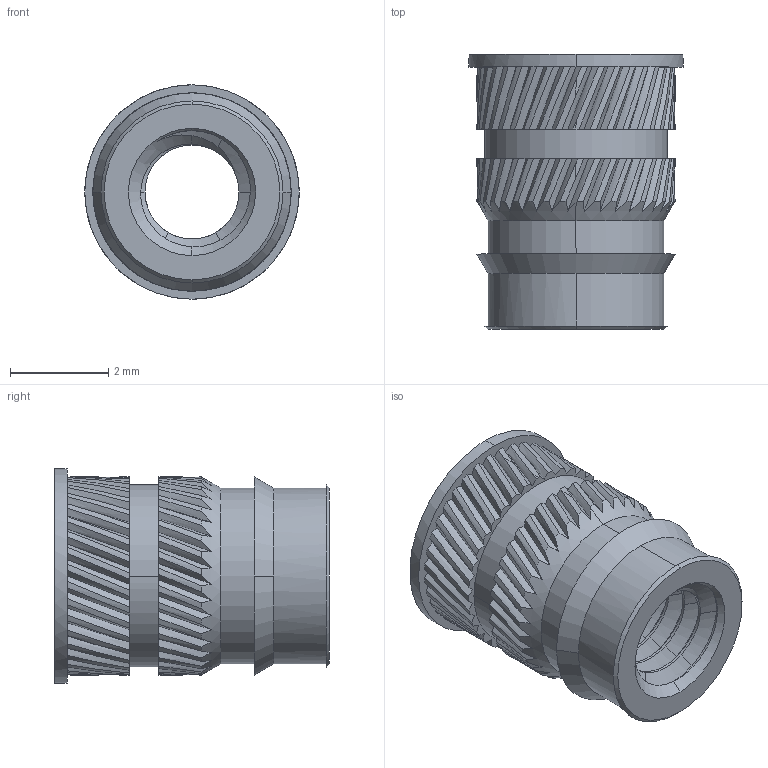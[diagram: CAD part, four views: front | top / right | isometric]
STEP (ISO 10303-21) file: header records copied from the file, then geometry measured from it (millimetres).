
FILE_DESCRIPTION(('CATIA V5 STEP Exchange'),'2;1');
FILE_NAME('M2.5_insert.stp','2013-06-11T22:56:18+00:00',('none'),('none'),'CATIA Version 5 Release 18 SP 4 (IN-10)','CATIA V5 STEP AP203','none');
FILE_SCHEMA(('CONFIG_CONTROL_DESIGN'));
Length unit declared in the file: millimetre
Products named in the file (1): 94180A323
Bounding box: 4.37 x 5.6 x 4.37 mm (x, y, z)
Volume: 42.1 mm3; surface area: 169.1 mm2
Topology: 1 solids, 1 shells, 497 faces, 1355 edges, 865 vertices
Faces by surface type: bspline 370, cylinder 109, cone 11, plane 7
Entity records: 20419 total; most frequent: CARTESIAN_POINT 12194, ORIENTED_EDGE 2710, EDGE_CURVE 1355, VERTEX_POINT 865, DIRECTION 530, EDGE_LOOP 504, ADVANCED_FACE 497, FACE_OUTER_BOUND 497
